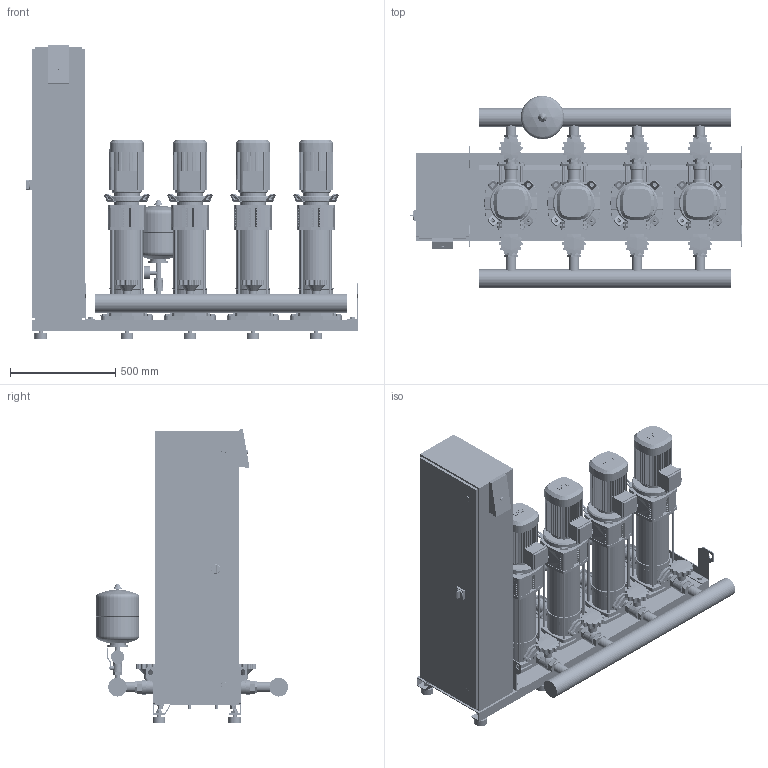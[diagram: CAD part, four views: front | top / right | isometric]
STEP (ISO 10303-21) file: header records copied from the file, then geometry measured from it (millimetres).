
FILE_DESCRIPTION((''),'2;1');
FILE_NAME('3d_SiBoostSmartFC4HELIXV1006-2536144.stp','2016-01-25T11:31:05',(''),(''),'Mechanical Desktop 2009','Mechanical Desktop 2009',', , ');
FILE_SCHEMA(('CONFIG_CONTROL_DESIGN'));
Length unit declared in the file: millimetre
Products named in the file (1): Product
Bounding box: 1580 x 914.45 x 1398.4 mm (x, y, z)
Volume: 242324519 mm3; surface area: 13917736.3 mm2
Topology: 213 solids, 213 shells, 6004 faces, 15202 edges, 9912 vertices
Faces by surface type: plane 2131, cylinder 1742, bspline 1681, cone 306, torus 114, sphere 30
Entity records: 194938 total; most frequent: CARTESIAN_POINT 51688, ORIENTED_EDGE 30364, DIRECTION 28338, EDGE_CURVE 15182, VERTEX_POINT 9908, AXIS2_PLACEMENT_3D 9676, VECTOR 8986, LINE 8986
